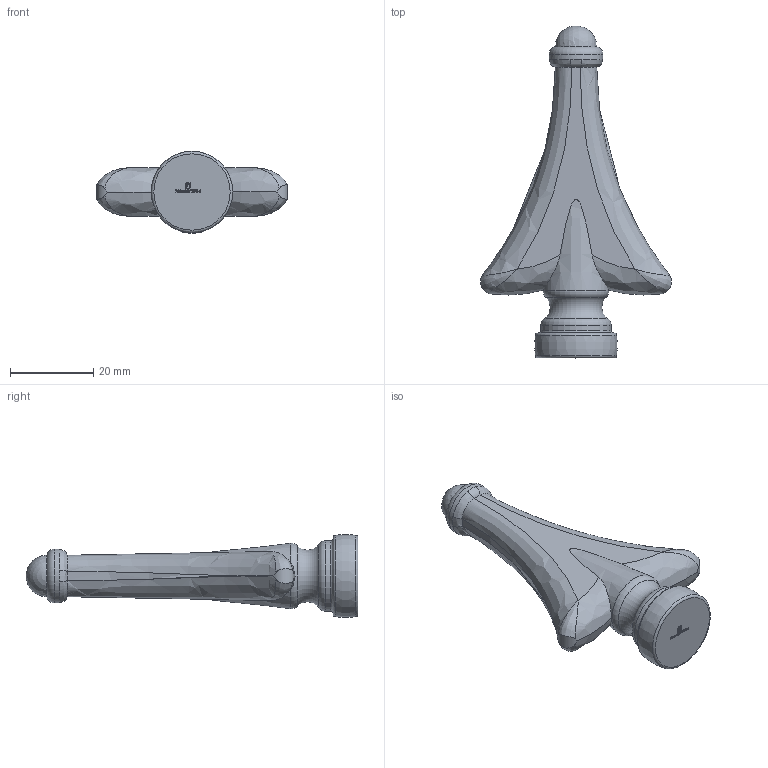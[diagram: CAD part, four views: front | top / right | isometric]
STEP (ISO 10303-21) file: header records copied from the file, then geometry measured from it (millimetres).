
FILE_DESCRIPTION (( 'STEP AP203' ), '1' );
FILE_NAME ('126-B-6.STEP', '2024-11-25T13:41:15', ( '' ), ( '' ), 'SwSTEP 2.0', 'SolidWorks 2018', '' );
FILE_SCHEMA (( 'CONFIG_CONTROL_DESIGN' ));
Length unit declared in the file: millimetre
Products named in the file (1): 126-B-6
Bounding box: 46 x 79.96 x 19.95 mm (x, y, z)
Volume: 17034.8 mm3; surface area: 5132.4 mm2
Topology: 1 solids, 1 shells, 275 faces, 745 edges, 490 vertices
Faces by surface type: plane 138, bspline 121, torus 8, cylinder 6, cone 1, sphere 1
Full cylindrical faces by diameter (mm): 13 x1, 17 x1
Entity records: 14297 total; most frequent: CARTESIAN_POINT 8317, ORIENTED_EDGE 1444, DIRECTION 772, EDGE_CURVE 722, VERTEX_POINT 484, VECTOR 438, LINE 438, EDGE_LOOP 310
